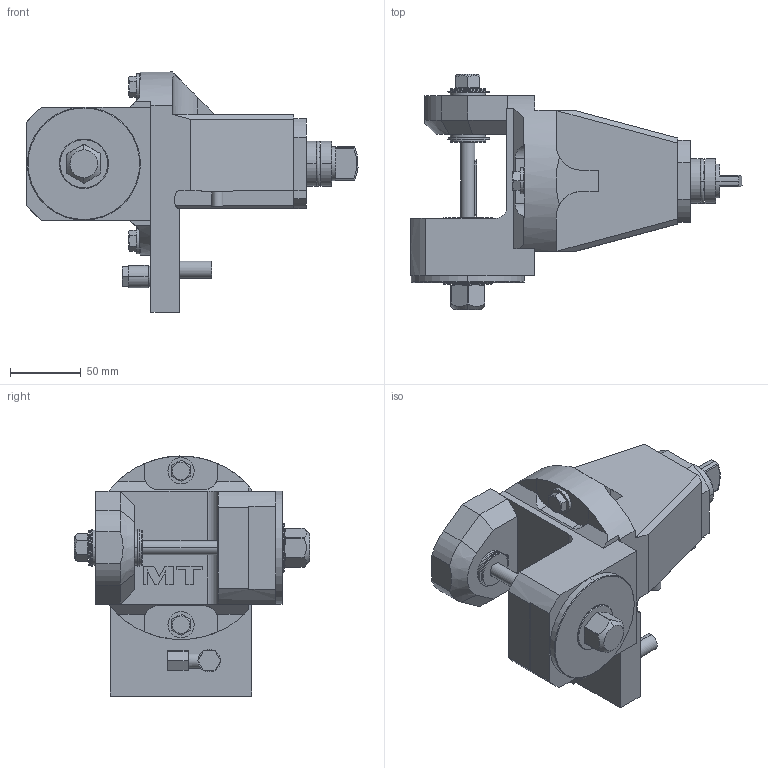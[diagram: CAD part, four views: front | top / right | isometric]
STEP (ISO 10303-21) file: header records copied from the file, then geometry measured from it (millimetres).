
FILE_DESCRIPTION((''),'2;1');
FILE_NAME('M0311110_CONF','2023-03-01T15:36:52',('sterribile'),('M.T. srl'),'CREO PARAMETRIC BY PTC INC, 2021072','CREO PARAMETRIC BY PTC INC, 2021072','');
FILE_SCHEMA(('CONFIG_CONTROL_DESIGN'));
Length unit declared in the file: millimetre
Products named in the file (1): M0311110_CONF
Bounding box: 235.11 x 166.5 x 169.99 mm (x, y, z)
Volume: 1379329.8 mm3; surface area: 125926.8 mm2
Topology: 1 solids, 1 shells, 393 faces, 1002 edges, 641 vertices
Faces by surface type: plane 225, cylinder 123, cone 39, torus 4, extrusion 2
Entity records: 12848 total; most frequent: CARTESIAN_POINT 3125, DIRECTION 2059, ORIENTED_EDGE 2004, EDGE_CURVE 1002, AXIS2_PLACEMENT_3D 744, VERTEX_POINT 641, VECTOR 571, LINE 569
